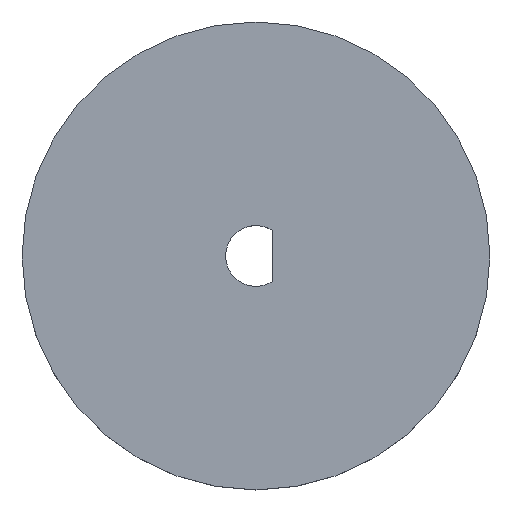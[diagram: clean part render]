
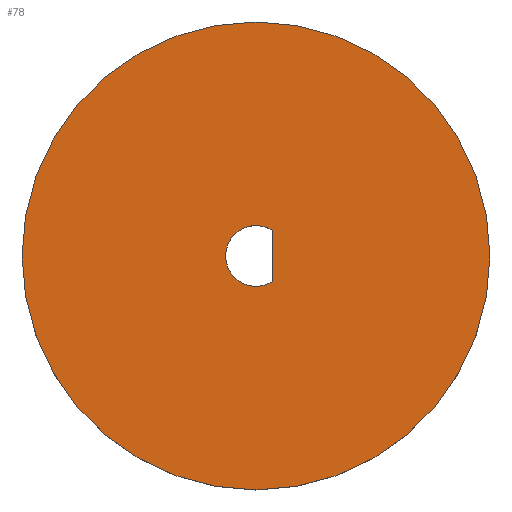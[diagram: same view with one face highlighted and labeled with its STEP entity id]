
A CAD part, top view. The second image highlights one B-rep face of the part: STEP entity #78.
In plain terms, the highlighted planar face has unit normal (0, 0, 1).
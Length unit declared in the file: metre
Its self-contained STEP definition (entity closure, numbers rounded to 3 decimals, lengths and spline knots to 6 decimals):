
#13=PLANE('',#100);
#18=LINE('',#138,#22);
#22=VECTOR('',#115,1.);
#33=ORIENTED_EDGE('',*,*,#41,.F.);
#34=ORIENTED_EDGE('',*,*,#44,.F.);
#35=ORIENTED_EDGE('',*,*,#45,.T.);
#41=EDGE_CURVE('',#49,#50,#54,.T.);
#44=EDGE_CURVE('',#50,#49,#18,.T.);
#45=EDGE_CURVE('',#51,#51,#55,.T.);
#49=VERTEX_POINT('',#132);
#50=VERTEX_POINT('',#134);
#51=VERTEX_POINT('',#141);
#54=CIRCLE('',#95,0.0013);
#55=CIRCLE('',#98,0.01);
#61=EDGE_LOOP('',(#33,#34));
#62=EDGE_LOOP('',(#35));
#69=FACE_BOUND('',#61,.T.);
#70=FACE_BOUND('',#62,.T.);
#78=ADVANCED_FACE('',(#69,#70),#13,.T.);
#95=AXIS2_PLACEMENT_3D('',#133,#109,#110);
#98=AXIS2_PLACEMENT_3D('',#140,#118,#119);
#100=AXIS2_PLACEMENT_3D('',#144,#122,#123);
#109=DIRECTION('',(0.,0.,1.));
#110=DIRECTION('',(1.,0.,0.));
#115=DIRECTION('',(0.,1.,0.));
#118=DIRECTION('',(0.,0.,1.));
#119=DIRECTION('',(1.,0.,0.));
#122=DIRECTION('',(0.,0.,1.));
#123=DIRECTION('',(1.,0.,0.));
#132=CARTESIAN_POINT('',(0.0007,0.001095,0.00125));
#133=CARTESIAN_POINT('',(0.,0.,0.00125));
#134=CARTESIAN_POINT('',(0.0007,-0.001095,0.00125));
#138=CARTESIAN_POINT('',(0.0007,0.,0.00125));
#140=CARTESIAN_POINT('',(0.,0.,0.00125));
#141=CARTESIAN_POINT('',(0.01,0.,0.00125));
#144=CARTESIAN_POINT('',(0.,0.,0.00125));
